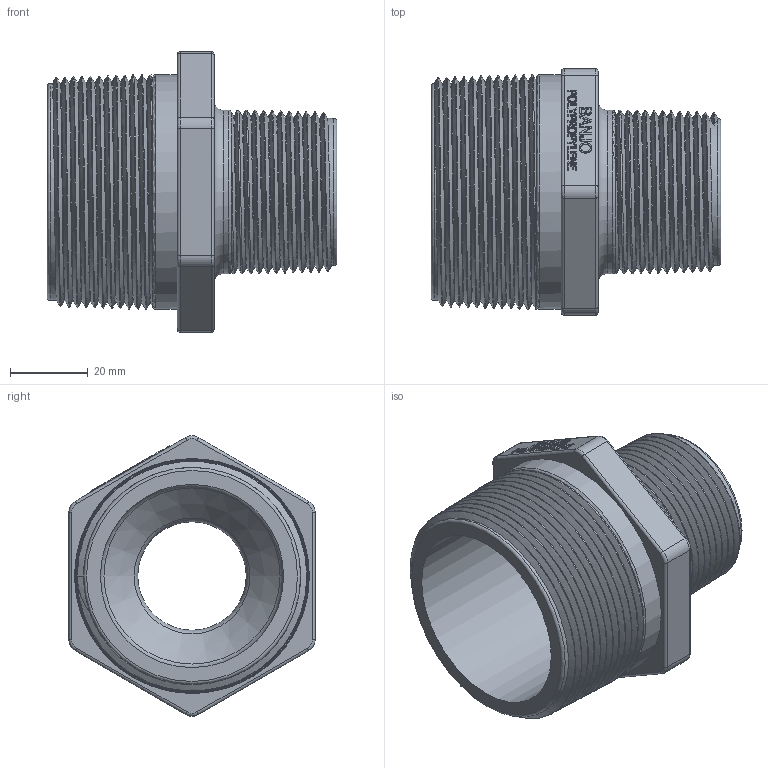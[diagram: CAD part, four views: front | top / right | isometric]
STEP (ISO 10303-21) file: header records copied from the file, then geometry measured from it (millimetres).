
FILE_DESCRIPTION(/* description */ ('2" X 1 1/4" REDUCING NIPPLE'),/* implementation_level */ '2;1');
FILE_NAME(/* name */ 'RN200-125.stp',/* time_stamp */ '2013-10-16T10:07:08-04:00',/* author */ ('DCerny'),/* organization */ (''),/* preprocessor_version */ 'ST-DEVELOPER v15.2',/* originating_system */ 'Autodesk Inventor 2014',/* authorisation */ '');
FILE_SCHEMA (('AUTOMOTIVE_DESIGN { 1 0 10303 214 3 1 1 }'));
Length unit declared in the file: inch
Products named in the file (1): RN200-125
Bounding box: 74.68 x 63.5 x 72.3 mm (x, y, z)
Volume: 71879.1 mm3; surface area: 32076.5 mm2
Topology: 1 solids, 1 shells, 348 faces, 903 edges, 587 vertices
Faces by surface type: plane 177, bspline 95, cone 31, cylinder 26, torus 19
Full cylindrical faces by diameter (mm): 27.94 x1, 42.164 x1, 47.244 x1, 60.452 x1
Entity records: 15519 total; most frequent: CARTESIAN_POINT 8310, ORIENTED_EDGE 1634, DIRECTION 1146, EDGE_CURVE 817, VERTEX_POINT 539, LINE 536, VECTOR 536, EDGE_LOOP 370
